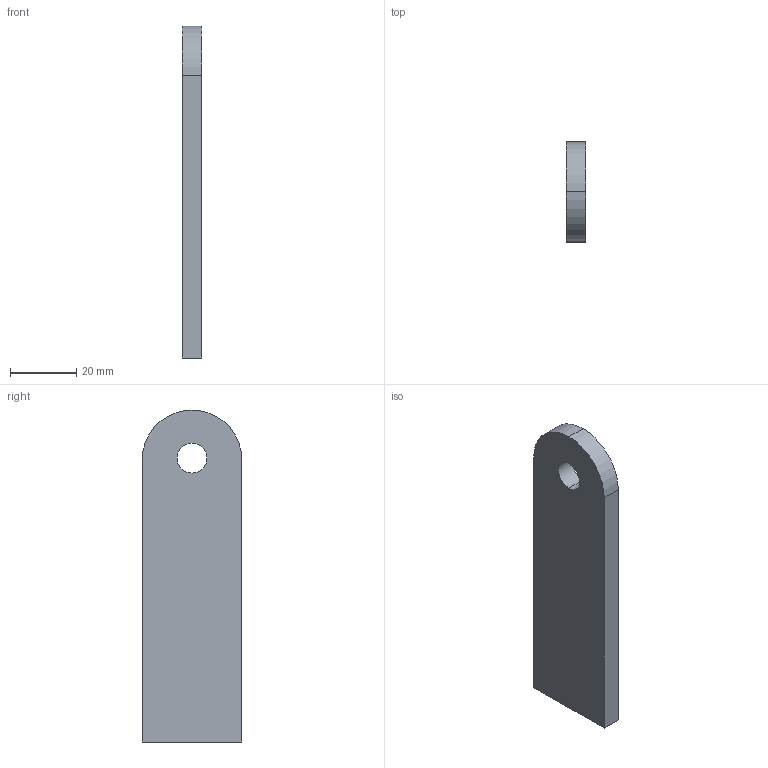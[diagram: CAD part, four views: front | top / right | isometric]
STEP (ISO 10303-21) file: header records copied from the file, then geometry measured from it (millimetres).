
FILE_DESCRIPTION (( 'STEP AP203' ), '1' );
FILE_NAME ('54112-ST-RL.step', '2019-02-20T13:30:07', ( '' ), ( '' ), 'SwSTEP 2.0', 'SolidWorks 2015', '' );
FILE_SCHEMA (( 'CONFIG_CONTROL_DESIGN' ));
Length unit declared in the file: millimetre
Products named in the file (1): 54112-ST-RL
Bounding box: 6 x 30 x 100 mm (x, y, z)
Volume: 17038.7 mm3; surface area: 7337.7 mm2
Topology: 1 solids, 1 shells, 241 faces, 645 edges, 430 vertices
Faces by surface type: plane 155, bspline 82, cylinder 4
Entity records: 11532 total; most frequent: CARTESIAN_POINT 5975, ORIENTED_EDGE 1290, DIRECTION 809, EDGE_CURVE 645, VECTOR 473, LINE 473, VERTEX_POINT 430, EDGE_LOOP 267
